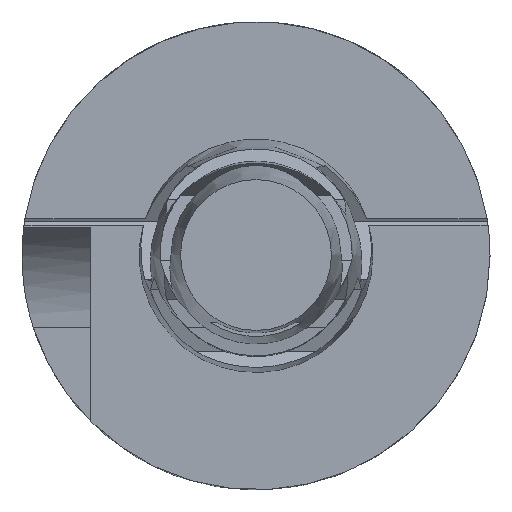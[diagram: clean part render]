
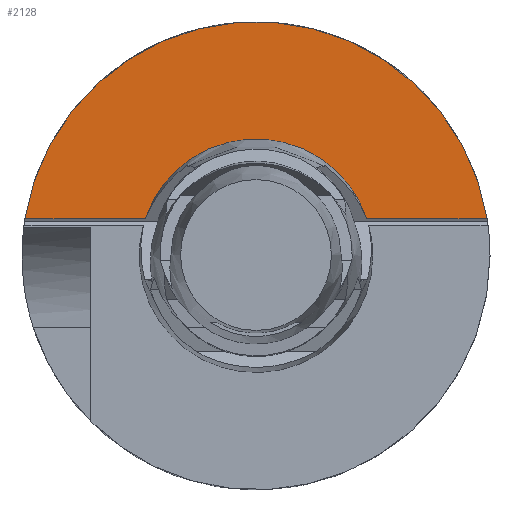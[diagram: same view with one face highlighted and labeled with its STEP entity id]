
A CAD part, top view. The second image highlights one B-rep face of the part: STEP entity #2128.
In plain terms, the highlighted planar face has unit normal (0, 0, 1).
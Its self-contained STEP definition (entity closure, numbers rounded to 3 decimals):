
#33 = CYLINDRICAL_SURFACE('',#34,16.443);
#34 = AXIS2_PLACEMENT_3D('',#35,#36,#37);
#35 = CARTESIAN_POINT('',(16.443,26.698,0.));
#36 = DIRECTION('',(0.,0.,1.));
#37 = DIRECTION('',(1.,0.,-0.));
#420 = VERTEX_POINT('',#421);
#421 = CARTESIAN_POINT('',(0.206,29.29,9.69)
  );
#439 = PLANE('',#440);
#440 = AXIS2_PLACEMENT_3D('',#441,#442,#443);
#441 = CARTESIAN_POINT('',(0.,33.01,11.968));
#442 = DIRECTION('',(-0.,0.522,-0.853));
#443 = DIRECTION('',(0.,-0.853,-0.522));
#451 = EDGE_CURVE('',#452,#420,#454,.T.);
#452 = VERTEX_POINT('',#453);
#453 = CARTESIAN_POINT('',(32.681,29.29,
    9.69));
#454 = SURFACE_CURVE('',#455,(#460,#467),.PCURVE_S1.);
#455 = CIRCLE('',#456,16.443);
#456 = AXIS2_PLACEMENT_3D('',#457,#458,#459);
#457 = CARTESIAN_POINT('',(16.443,26.698,
    9.69));
#458 = DIRECTION('',(0.,0.,1.));
#459 = DIRECTION('',(1.,0.,-0.));
#460 = PCURVE('',#33,#461);
#461 = DEFINITIONAL_REPRESENTATION('',(#462),#466);
#462 = LINE('',#463,#464);
#463 = CARTESIAN_POINT('',(0.,9.69));
#464 = VECTOR('',#465,1.);
#465 = DIRECTION('',(1.,0.));
#466 = ( GEOMETRIC_REPRESENTATION_CONTEXT(2) 
PARAMETRIC_REPRESENTATION_CONTEXT() REPRESENTATION_CONTEXT('2D SPACE',''
  ) );
#467 = PCURVE('',#468,#473);
#468 = PLANE('',#469);
#469 = AXIS2_PLACEMENT_3D('',#470,#471,#472);
#470 = CARTESIAN_POINT('',(16.443,26.698,
    9.69));
#471 = DIRECTION('',(0.,0.,1.));
#472 = DIRECTION('',(1.,0.,-0.));
#473 = DEFINITIONAL_REPRESENTATION('',(#474),#478);
#474 = CIRCLE('',#475,16.443);
#475 = AXIS2_PLACEMENT_2D('',#476,#477);
#476 = CARTESIAN_POINT('',(0.,0.));
#477 = DIRECTION('',(1.,0.));
#478 = ( GEOMETRIC_REPRESENTATION_CONTEXT(2) 
PARAMETRIC_REPRESENTATION_CONTEXT() REPRESENTATION_CONTEXT('2D SPACE',''
  ) );
#1830 = CONICAL_SURFACE('',#1831,8.204,0.1);
#1831 = AXIS2_PLACEMENT_3D('',#1832,#1833,#1834);
#1832 = CARTESIAN_POINT('',(16.443,26.698,
    9.69));
#1833 = DIRECTION('',(-0.,-0.,-1.));
#1834 = DIRECTION('',(1.,0.,-0.));
#2003 = VERTEX_POINT('',#2004);
#2004 = CARTESIAN_POINT('',(8.66,29.29,
    9.69));
#2061 = VERTEX_POINT('',#2062);
#2062 = CARTESIAN_POINT('',(24.227,29.29,
    9.69));
#2088 = EDGE_CURVE('',#2061,#452,#2089,.T.);
#2089 = SURFACE_CURVE('',#2090,(#2094,#2100),.PCURVE_S1.);
#2090 = LINE('',#2091,#2092);
#2091 = CARTESIAN_POINT('',(8.222,29.29,
    9.69));
#2092 = VECTOR('',#2093,1.);
#2093 = DIRECTION('',(1.,0.,-0.));
#2094 = PCURVE('',#439,#2095);
#2095 = DEFINITIONAL_REPRESENTATION('',(#2096),#2099);
#2096 = B_SPLINE_CURVE_WITH_KNOTS('',1,(#2097,#2098),.UNSPECIFIED.,.F.,
  .F.,(2,2),(-8.222,24.665),.PIECEWISE_BEZIER_KNOTS.);
#2097 = CARTESIAN_POINT('',(4.362,0.));
#2098 = CARTESIAN_POINT('',(4.362,-32.887));
#2099 = ( GEOMETRIC_REPRESENTATION_CONTEXT(2) 
PARAMETRIC_REPRESENTATION_CONTEXT() REPRESENTATION_CONTEXT('2D SPACE',''
  ) );
#2100 = PCURVE('',#468,#2101);
#2101 = DEFINITIONAL_REPRESENTATION('',(#2102),#2105);
#2102 = B_SPLINE_CURVE_WITH_KNOTS('',1,(#2103,#2104),.UNSPECIFIED.,.F.,
  .F.,(2,2),(-8.222,24.665),.PIECEWISE_BEZIER_KNOTS.);
#2103 = CARTESIAN_POINT('',(-16.443,2.592));
#2104 = CARTESIAN_POINT('',(16.443,2.592));
#2105 = ( GEOMETRIC_REPRESENTATION_CONTEXT(2) 
PARAMETRIC_REPRESENTATION_CONTEXT() REPRESENTATION_CONTEXT('2D SPACE',''
  ) );
#2110 = EDGE_CURVE('',#420,#2003,#2111,.T.);
#2111 = SURFACE_CURVE('',#2112,(#2116,#2122),.PCURVE_S1.);
#2112 = LINE('',#2113,#2114);
#2113 = CARTESIAN_POINT('',(8.222,29.29,
    9.69));
#2114 = VECTOR('',#2115,1.);
#2115 = DIRECTION('',(1.,0.,-0.));
#2116 = PCURVE('',#439,#2117);
#2117 = DEFINITIONAL_REPRESENTATION('',(#2118),#2121);
#2118 = B_SPLINE_CURVE_WITH_KNOTS('',1,(#2119,#2120),.UNSPECIFIED.,.F.,
  .F.,(2,2),(-8.222,24.665),.PIECEWISE_BEZIER_KNOTS.);
#2119 = CARTESIAN_POINT('',(4.362,0.));
#2120 = CARTESIAN_POINT('',(4.362,-32.887));
#2121 = ( GEOMETRIC_REPRESENTATION_CONTEXT(2) 
PARAMETRIC_REPRESENTATION_CONTEXT() REPRESENTATION_CONTEXT('2D SPACE',''
  ) );
#2122 = PCURVE('',#468,#2123);
#2123 = DEFINITIONAL_REPRESENTATION('',(#2124),#2127);
#2124 = B_SPLINE_CURVE_WITH_KNOTS('',1,(#2125,#2126),.UNSPECIFIED.,.F.,
  .F.,(2,2),(-8.222,24.665),.PIECEWISE_BEZIER_KNOTS.);
#2125 = CARTESIAN_POINT('',(-16.443,2.592));
#2126 = CARTESIAN_POINT('',(16.443,2.592));
#2127 = ( GEOMETRIC_REPRESENTATION_CONTEXT(2) 
PARAMETRIC_REPRESENTATION_CONTEXT() REPRESENTATION_CONTEXT('2D SPACE',''
  ) );
#2128 = ADVANCED_FACE('',(#2129),#468,.T.);
#2129 = FACE_BOUND('',#2130,.T.);
#2130 = EDGE_LOOP('',(#2131,#2132,#2133,#2134));
#2131 = ORIENTED_EDGE('',*,*,#2088,.T.);
#2132 = ORIENTED_EDGE('',*,*,#451,.T.);
#2133 = ORIENTED_EDGE('',*,*,#2110,.T.);
#2134 = ORIENTED_EDGE('',*,*,#2135,.F.);
#2135 = EDGE_CURVE('',#2061,#2003,#2136,.T.);
#2136 = SURFACE_CURVE('',#2137,(#2142,#2149),.PCURVE_S1.);
#2137 = CIRCLE('',#2138,8.204);
#2138 = AXIS2_PLACEMENT_3D('',#2139,#2140,#2141);
#2139 = CARTESIAN_POINT('',(16.443,26.698,
    9.69));
#2140 = DIRECTION('',(0.,0.,1.));
#2141 = DIRECTION('',(1.,0.,-0.));
#2142 = PCURVE('',#468,#2143);
#2143 = DEFINITIONAL_REPRESENTATION('',(#2144),#2148);
#2144 = CIRCLE('',#2145,8.204);
#2145 = AXIS2_PLACEMENT_2D('',#2146,#2147);
#2146 = CARTESIAN_POINT('',(0.,0.));
#2147 = DIRECTION('',(1.,0.));
#2148 = ( GEOMETRIC_REPRESENTATION_CONTEXT(2) 
PARAMETRIC_REPRESENTATION_CONTEXT() REPRESENTATION_CONTEXT('2D SPACE',''
  ) );
#2149 = PCURVE('',#1830,#2150);
#2150 = DEFINITIONAL_REPRESENTATION('',(#2151),#2155);
#2151 = LINE('',#2152,#2153);
#2152 = CARTESIAN_POINT('',(-0.,-0.));
#2153 = VECTOR('',#2154,1.);
#2154 = DIRECTION('',(-1.,-0.));
#2155 = ( GEOMETRIC_REPRESENTATION_CONTEXT(2) 
PARAMETRIC_REPRESENTATION_CONTEXT() REPRESENTATION_CONTEXT('2D SPACE',''
  ) );
